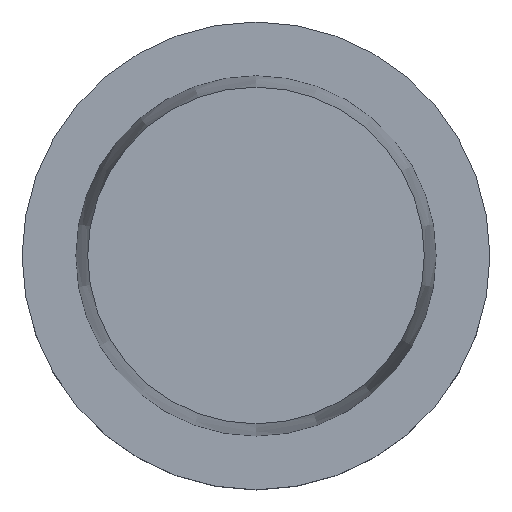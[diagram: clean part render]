
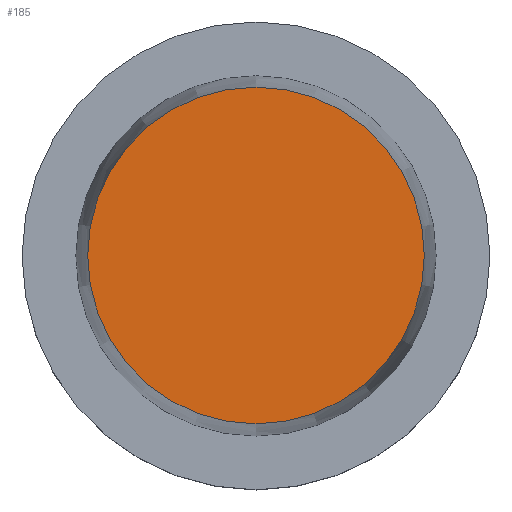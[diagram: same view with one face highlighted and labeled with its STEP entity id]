
A CAD part, top view. The second image highlights one B-rep face of the part: STEP entity #185.
In plain terms, the highlighted planar face has unit normal (0, 0, 1).
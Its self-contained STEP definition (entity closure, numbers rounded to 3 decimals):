
#104=EDGE_CURVE('Unnamed[1]',#265,#265,#266,.T.);
#185=ADVANCED_FACE('Unnamed[1]',(#394),#395,.T.);
#265=VERTEX_POINT('',#488);
#266=CIRCLE('',#489,44.978);
#394=FACE_OUTER_BOUND('',#649,.T.);
#395=PLANE('',#650);
#488=CARTESIAN_POINT('',(0.,44.978,63.));
#489=AXIS2_PLACEMENT_3D('',#737,#738,#739);
#649=EDGE_LOOP('',(#882));
#650=AXIS2_PLACEMENT_3D('',#883,#884,#885);
#737=CARTESIAN_POINT('',(0.,0.,63.));
#738=DIRECTION('',(0.,0.,-1.0));
#739=DIRECTION('',(0.,1.0,0.));
#882=ORIENTED_EDGE('',*,*,#104,.F.);
#883=CARTESIAN_POINT('',(0.,22.489,63.));
#884=DIRECTION('',(0.,0.,1.0));
#885=DIRECTION('',(0.,-1.0,0.));
